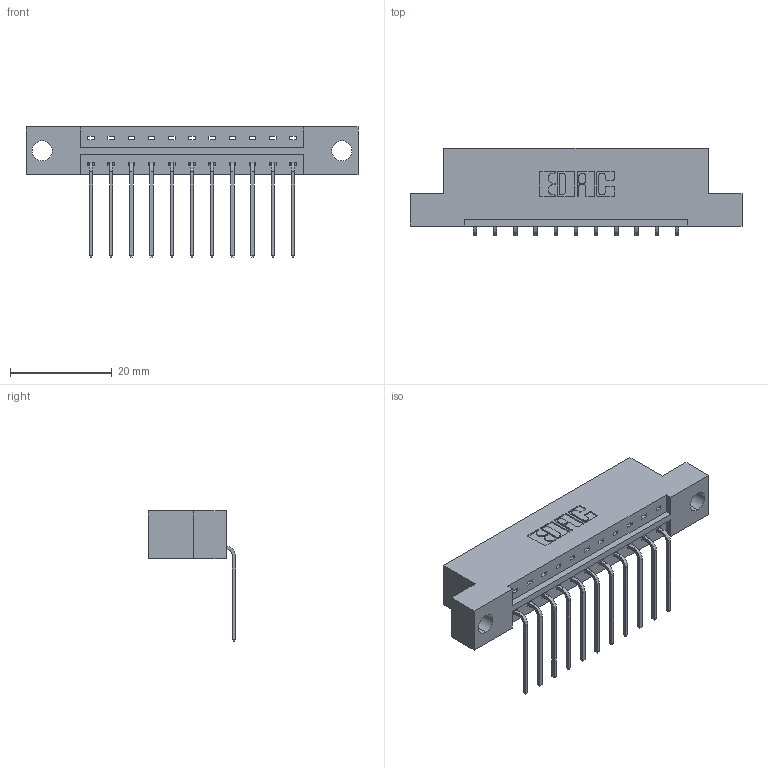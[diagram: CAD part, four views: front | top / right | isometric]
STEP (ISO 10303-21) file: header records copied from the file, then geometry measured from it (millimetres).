
FILE_DESCRIPTION (( 'STEP AP203' ), '1' );
FILE_NAME ('833-011-559-104.STEP', '2020-05-30T20:20:35', ( '' ), ( '' ), 'SwSTEP 2.0', 'SolidWorks 2020', '' );
FILE_SCHEMA (( 'CONFIG_CONTROL_DESIGN' ));
Length unit declared in the file: inch
Products named in the file (3): 345-292-001_558 559 Tail - 1; 833 Part_Flush - .156 Dia - TH; 833-011-559-104
Assembly tree (12 placements, depth 2):
  833-011-559-104
    833 Part_Flush - .156 Dia - TH
    345-292-001_558 559 Tail - 1  x11
Bounding box: 65.13 x 17.09 x 25.53 mm (x, y, z)
Volume: 6235.7 mm3; surface area: 6564.1 mm2
Topology: 12 solids, 12 shells, 774 faces, 2313 edges, 1526 vertices
Faces by surface type: plane 554, cylinder 220
Entity records: 10821 total; most frequent: CARTESIAN_POINT 1879, ORIENTED_EDGE 1826, DIRECTION 1647, EDGE_CURVE 913, LINE 785, VECTOR 785, VERTEX_POINT 606, AXIS2_PLACEMENT_3D 431
